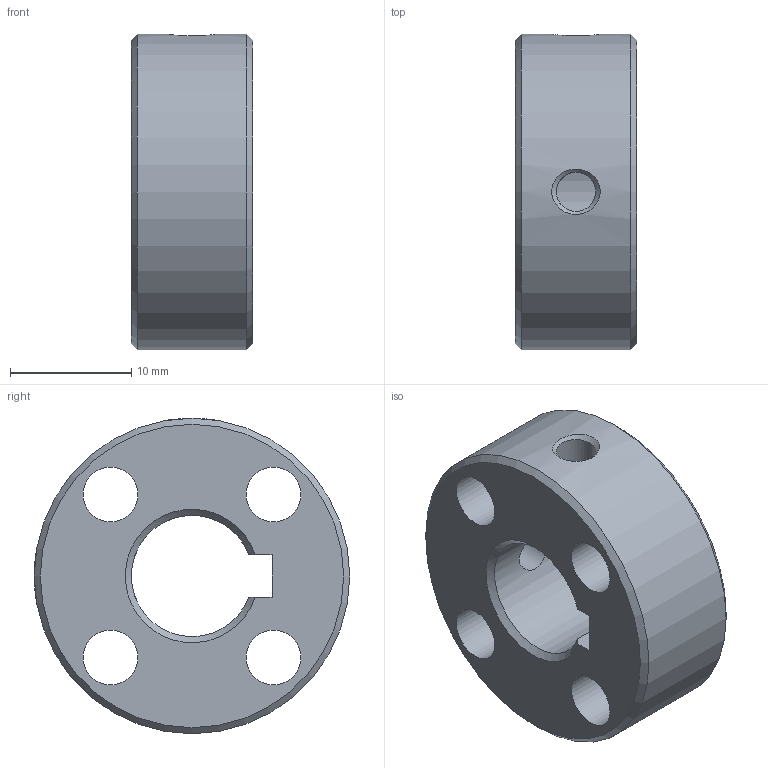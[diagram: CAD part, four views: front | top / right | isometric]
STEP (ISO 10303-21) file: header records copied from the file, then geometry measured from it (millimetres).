
FILE_DESCRIPTION(/* description */ ('STEP AP214'),/* implementation_level */ '2;1');
FILE_NAME(/* name */ 'SC1010CKP4',/* time_stamp */ '2025-02-07T13:53:15+01:00',/* author */ ('License CC BY-ND 4.0'),/* organization */ ('CADENAS'),/* preprocessor_version */ 'ST-DEVELOPER v19.3',/* originating_system */ 'PARTsolutions',/* authorisation */ ' ');
FILE_SCHEMA (('AUTOMOTIVE_DESIGN {1 0 10303 214 3 1 1}'));
Length unit declared in the file: millimetre
Products named in the file (2): SC1010CKP4; SC  1010CKP4
Assembly tree (1 placements, depth 2):
  SC1010CKP4
    SC  1010CKP4
Bounding box: 10 x 26 x 26 mm (x, y, z)
Volume: 3666.9 mm3; surface area: 2562.5 mm2
Topology: 1 solids, 1 shells, 19 faces, 49 edges, 32 vertices
Faces by surface type: cylinder 8, cone 6, plane 5
Full cylindrical faces by diameter (mm): 3.242 x2, 4.5 x4, 26 x1
Entity records: 625 total; most frequent: CARTESIAN_POINT 139, DIRECTION 88, ORIENTED_EDGE 72, EDGE_LOOP 44, FACE_BOUND 44, AXIS2_PLACEMENT_3D 39, EDGE_CURVE 36, VERTEX_POINT 30
